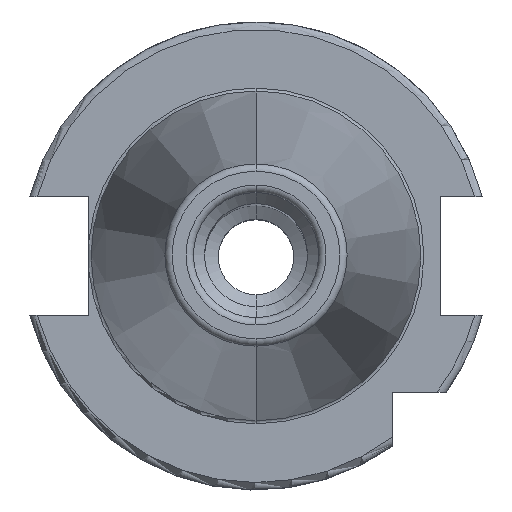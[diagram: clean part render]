
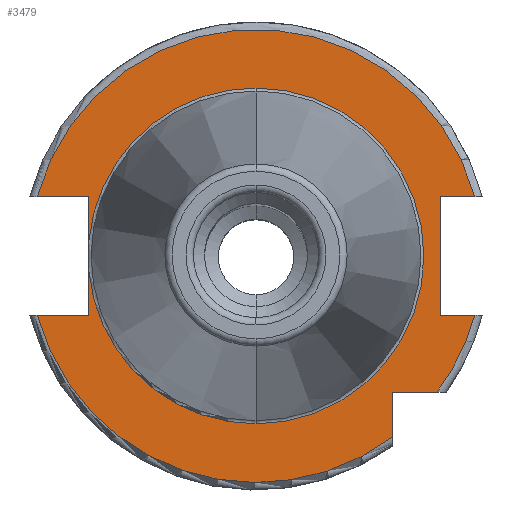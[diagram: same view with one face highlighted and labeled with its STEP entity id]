
A CAD part, top view. The second image highlights one B-rep face of the part: STEP entity #3479.
In plain terms, the highlighted planar face has unit normal (0, 0, 1).
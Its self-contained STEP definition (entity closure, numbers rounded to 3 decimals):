
#799=CARTESIAN_POINT('',(0,0,15.9));
#800=DIRECTION('',(0,0,-1));
#801=DIRECTION('',(0,1,0));
#802=AXIS2_PLACEMENT_3D('',#799,#800,#801);
#814=CARTESIAN_POINT('',(0,0,15.9));
#815=DIRECTION('',(0,0,1));
#816=DIRECTION('',(0,1,0));
#817=AXIS2_PLACEMENT_3D('',#814,#815,#816);
#829=CARTESIAN_POINT('',(0,0,15.9));
#830=DIRECTION('',(0,0,1));
#831=DIRECTION('',(-0.996,-0.094,0));
#832=AXIS2_PLACEMENT_3D('',#829,#830,#831);
#885=DIRECTION('',(1,0,0));
#886=VECTOR('',#885,7.004);
#887=CARTESIAN_POINT('',(-29.704,-8.05,15.9));
#888=LINE('',#887,#886);
#889=DIRECTION('',(0,1,0));
#890=VECTOR('',#889,5.917);
#891=CARTESIAN_POINT('',(-22.7,-8.05,15.9));
#892=LINE('',#891,#890);
#893=DIRECTION('',(0,1,0));
#894=VECTOR('',#893,5.917);
#895=CARTESIAN_POINT('',(-22.7,2.133,15.9));
#896=LINE('',#895,#894);
#897=DIRECTION('',(1,0,0));
#898=VECTOR('',#897,7.004);
#899=CARTESIAN_POINT('',(-29.704,8.05,15.9));
#900=LINE('',#899,#898);
#901=DIRECTION('',(-1,0,0));
#902=VECTOR('',#901,4.704);
#903=CARTESIAN_POINT('',(29.704,8.05,15.9));
#904=LINE('',#903,#902);
#905=DIRECTION('',(0,-1,0));
#906=VECTOR('',#905,16.1);
#907=CARTESIAN_POINT('',(25,8.05,15.9));
#908=LINE('',#907,#906);
#909=DIRECTION('',(-1,0,0));
#910=VECTOR('',#909,4.704);
#911=CARTESIAN_POINT('',(29.704,-8.05,15.9));
#912=LINE('',#911,#910);
#913=CARTESIAN_POINT('',(0,0,15.9));
#914=DIRECTION('',(0,0,1));
#915=DIRECTION('',(0.799,-0.601,0));
#916=AXIS2_PLACEMENT_3D('',#913,#914,#915);
#918=DIRECTION('',(-1,0,0));
#919=VECTOR('',#918,6.094);
#920=CARTESIAN_POINT('',(24.594,-18.5,15.9));
#921=LINE('',#920,#919);
#922=DIRECTION('',(0,1,0));
#923=VECTOR('',#922,6.094);
#924=CARTESIAN_POINT('',(18.5,-24.594,15.9));
#925=LINE('',#924,#923);
#1509=CARTESIAN_POINT('',(0,0,15.9));
#1510=DIRECTION('',(0,0,1));
#1511=DIRECTION('',(0.965,0.262,0));
#1512=AXIS2_PLACEMENT_3D('',#1509,#1510,#1511);
#1560=CARTESIAN_POINT('',(0,0,15.9));
#1561=DIRECTION('',(0,0,1));
#1562=DIRECTION('',(-0.965,-0.262,0));
#1563=AXIS2_PLACEMENT_3D('',#1560,#1561,#1562);
#1742=CARTESIAN_POINT('',(0,22.8,15.9));
#1744=VERTEX_POINT('',#1742);
#1764=CARTESIAN_POINT('',(0,-22.8,15.9));
#1766=VERTEX_POINT('',#1764);
#1912=CARTESIAN_POINT('',(-29.704,-8.05,15.9));
#1913=CARTESIAN_POINT('',(-22.7,-8.05,15.9));
#1914=VERTEX_POINT('',#1912);
#1915=VERTEX_POINT('',#1913);
#1916=CARTESIAN_POINT('',(-22.7,-2.133,15.9));
#1917=VERTEX_POINT('',#1916);
#1918=CARTESIAN_POINT('',(-22.7,2.133,15.9));
#1919=CARTESIAN_POINT('',(-22.7,8.05,15.9));
#1920=VERTEX_POINT('',#1918);
#1921=VERTEX_POINT('',#1919);
#1922=CARTESIAN_POINT('',(-29.704,8.05,15.9));
#1923=VERTEX_POINT('',#1922);
#1924=CARTESIAN_POINT('',(25,8.05,15.9));
#1925=CARTESIAN_POINT('',(25,-8.05,15.9));
#1926=VERTEX_POINT('',#1924);
#1927=VERTEX_POINT('',#1925);
#1928=CARTESIAN_POINT('',(29.704,-8.05,15.9));
#1929=VERTEX_POINT('',#1928);
#1930=CARTESIAN_POINT('',(29.704,8.05,15.9));
#1931=VERTEX_POINT('',#1930);
#1932=CARTESIAN_POINT('',(18.5,-24.594,15.9));
#1933=CARTESIAN_POINT('',(18.5,-18.5,15.9));
#1934=VERTEX_POINT('',#1932);
#1935=VERTEX_POINT('',#1933);
#1936=CARTESIAN_POINT('',(24.594,-18.5,15.9));
#1937=VERTEX_POINT('',#1936);
#3448=CARTESIAN_POINT('',(0,0,15.9));
#3449=DIRECTION('',(0,0,-1));
#3450=DIRECTION('',(0,-1,0));
#3451=AXIS2_PLACEMENT_3D('',#3448,#3449,#3450);
#3452=PLANE('',#3451);
#3453=ORIENTED_EDGE('',*,*,#3421,.T.);
#3454=ORIENTED_EDGE('',*,*,#3372,.T.);
#3455=ORIENTED_EDGE('',*,*,#3355,.T.);
#3456=ORIENTED_EDGE('',*,*,#3335,.F.);
#3457=ORIENTED_EDGE('',*,*,#3350,.T.);
#3458=ORIENTED_EDGE('',*,*,#3369,.T.);
#3460=ORIENTED_EDGE('',*,*,#3459,.F.);
#3462=ORIENTED_EDGE('',*,*,#3461,.F.);
#3464=ORIENTED_EDGE('',*,*,#3463,.T.);
#3466=ORIENTED_EDGE('',*,*,#3465,.T.);
#3468=ORIENTED_EDGE('',*,*,#3467,.F.);
#3470=ORIENTED_EDGE('',*,*,#3469,.F.);
#3472=ORIENTED_EDGE('',*,*,#3471,.T.);
#3474=ORIENTED_EDGE('',*,*,#3473,.F.);
#3476=ORIENTED_EDGE('',*,*,#3475,.F.);
#3477=EDGE_LOOP('',(#3453,#3454,#3455,#3456,#3457,#3458,#3460,#3462,#3464,#3466,
#3468,#3470,#3472,#3474,#3476));
#3478=FACE_OUTER_BOUND('',#3477,.F.);
#3479=ADVANCED_FACE('',(#3478),#3452,.F.);
#803=CIRCLE('',#802,22.8);
#818=CIRCLE('',#817,22.8);
#833=CIRCLE('',#832,22.8);
#917=CIRCLE('',#916,30.775);
#1513=CIRCLE('',#1512,30.775);
#1564=CIRCLE('',#1563,30.775);
#3335=EDGE_CURVE('',#1744,#1766,#803,.T.);
#3350=EDGE_CURVE('',#1744,#1920,#818,.T.);
#3355=EDGE_CURVE('',#1917,#1766,#833,.T.);
#3369=EDGE_CURVE('',#1920,#1921,#896,.T.);
#3372=EDGE_CURVE('',#1915,#1917,#892,.T.);
#3421=EDGE_CURVE('',#1914,#1915,#888,.T.);
#3459=EDGE_CURVE('',#1923,#1921,#900,.T.);
#3461=EDGE_CURVE('',#1931,#1923,#1513,.T.);
#3463=EDGE_CURVE('',#1931,#1926,#904,.T.);
#3465=EDGE_CURVE('',#1926,#1927,#908,.T.);
#3467=EDGE_CURVE('',#1929,#1927,#912,.T.);
#3469=EDGE_CURVE('',#1937,#1929,#917,.T.);
#3471=EDGE_CURVE('',#1937,#1935,#921,.T.);
#3473=EDGE_CURVE('',#1934,#1935,#925,.T.);
#3475=EDGE_CURVE('',#1914,#1934,#1564,.T.);
